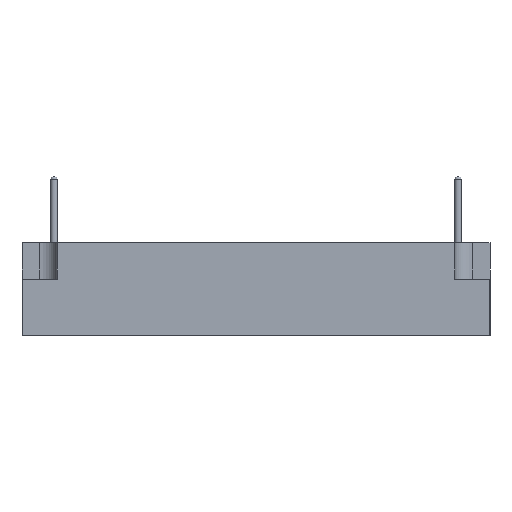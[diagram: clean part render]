
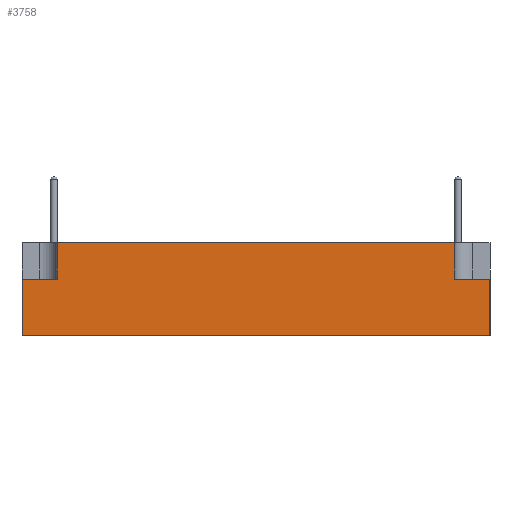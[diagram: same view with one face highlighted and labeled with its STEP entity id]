
A CAD part, left-side view. The second image highlights one B-rep face of the part: STEP entity #3758.
In plain terms, the highlighted planar face has unit normal (-1, 0, 0).
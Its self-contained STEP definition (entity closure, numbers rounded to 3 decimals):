
#88=LINE('',#5240,#236);
#106=LINE('',#5279,#254);
#108=LINE('',#5283,#256);
#109=LINE('',#5285,#257);
#110=LINE('',#5286,#258);
#111=LINE('',#5288,#259);
#112=LINE('',#5290,#260);
#113=LINE('',#5292,#261);
#236=VECTOR('',#4172,1000.);
#254=VECTOR('',#4198,1000.);
#256=VECTOR('',#4202,1000.);
#257=VECTOR('',#4203,1000.);
#258=VECTOR('',#4204,1000.);
#259=VECTOR('',#4205,1000.);
#260=VECTOR('',#4206,1000.);
#261=VECTOR('',#4207,1000.);
#589=ORIENTED_EDGE('',*,*,#1350,.F.);
#590=ORIENTED_EDGE('',*,*,#1351,.T.);
#591=ORIENTED_EDGE('',*,*,#1328,.T.);
#592=ORIENTED_EDGE('',*,*,#1352,.F.);
#593=ORIENTED_EDGE('',*,*,#1353,.T.);
#594=ORIENTED_EDGE('',*,*,#1354,.T.);
#595=ORIENTED_EDGE('',*,*,#1355,.F.);
#596=ORIENTED_EDGE('',*,*,#1348,.F.);
#1328=EDGE_CURVE('',#1719,#1718,#88,.T.);
#1348=EDGE_CURVE('',#1735,#1736,#106,.T.);
#1350=EDGE_CURVE('',#1737,#1735,#108,.T.);
#1351=EDGE_CURVE('',#1737,#1719,#109,.T.);
#1352=EDGE_CURVE('',#1738,#1718,#110,.T.);
#1353=EDGE_CURVE('',#1738,#1739,#111,.T.);
#1354=EDGE_CURVE('',#1739,#1740,#112,.T.);
#1355=EDGE_CURVE('',#1736,#1740,#113,.T.);
#1718=VERTEX_POINT('',#5239);
#1719=VERTEX_POINT('',#5241);
#1735=VERTEX_POINT('',#5278);
#1736=VERTEX_POINT('',#5280);
#1737=VERTEX_POINT('',#5284);
#1738=VERTEX_POINT('',#5287);
#1739=VERTEX_POINT('',#5289);
#1740=VERTEX_POINT('',#5291);
#2094=EDGE_LOOP('',(#589,#590,#591,#592,#593,#594,#595,#596));
#2314=FACE_BOUND('',#2094,.T.);
#2509=PLANE('',#3953);
#3758=ADVANCED_FACE('',(#2314),#2509,.T.);
#3953=AXIS2_PLACEMENT_3D('',#5282,#4200,#4201);
#4172=DIRECTION('',(0.,1.,0.));
#4198=DIRECTION('',(0.,0.,-1.));
#4200=DIRECTION('',(-1.,0.,0.));
#4201=DIRECTION('',(0.,-1.,0.));
#4202=DIRECTION('',(0.,-1.,0.));
#4203=DIRECTION('',(0.,0.,1.));
#4204=DIRECTION('',(0.,0.,1.));
#4205=DIRECTION('',(0.,1.,0.));
#4206=DIRECTION('',(0.,0.,-1.));
#4207=DIRECTION('',(0.,1.,0.));
#5239=CARTESIAN_POINT('',(-37.45,28.,6.55));
#5240=CARTESIAN_POINT('',(-37.45,-33.,6.55));
#5241=CARTESIAN_POINT('',(-37.45,-28.,6.55));
#5278=CARTESIAN_POINT('',(-37.45,-33.,1.45));
#5279=CARTESIAN_POINT('',(-37.45,-33.,6.55));
#5280=CARTESIAN_POINT('',(-37.45,-33.,-6.55));
#5282=CARTESIAN_POINT('',(-37.45,-33.,6.55));
#5283=CARTESIAN_POINT('',(-37.45,-28.,1.45));
#5284=CARTESIAN_POINT('',(-37.45,-28.,1.45));
#5285=CARTESIAN_POINT('',(-37.45,-28.,-94.136));
#5286=CARTESIAN_POINT('',(-37.45,28.,-94.136));
#5287=CARTESIAN_POINT('',(-37.45,28.,1.45));
#5288=CARTESIAN_POINT('',(-37.45,28.,1.45));
#5289=CARTESIAN_POINT('',(-37.45,33.,1.45));
#5290=CARTESIAN_POINT('',(-37.45,33.,6.55));
#5291=CARTESIAN_POINT('',(-37.45,33.,-6.55));
#5292=CARTESIAN_POINT('',(-37.45,-33.,-6.55));
